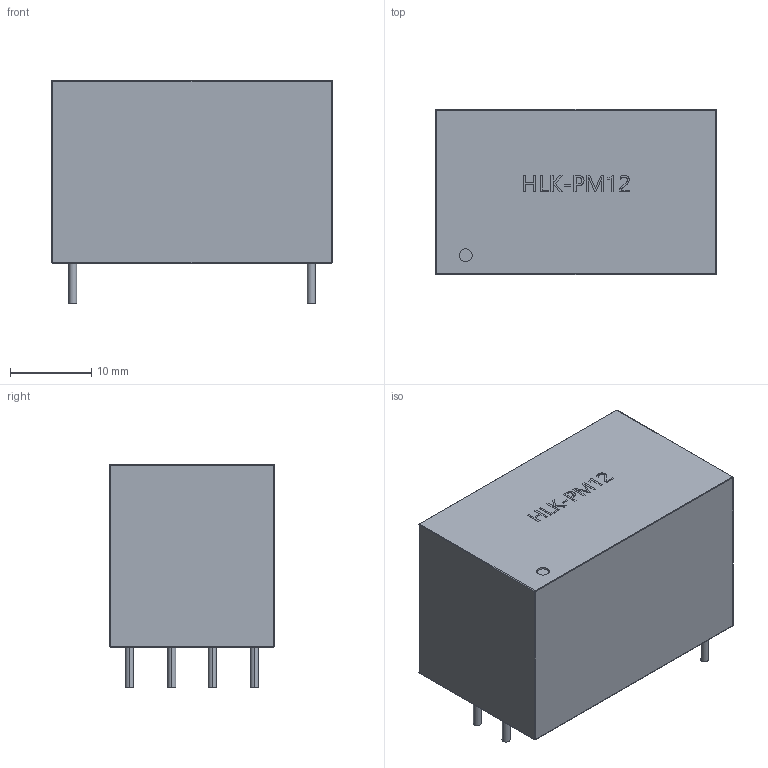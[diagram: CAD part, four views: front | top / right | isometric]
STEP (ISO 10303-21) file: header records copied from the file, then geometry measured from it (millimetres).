
FILE_DESCRIPTION (( 'STEP AP214' ), '1' );
FILE_NAME ('PWRM-TH_HLK-PM12.step', '2022-07-09T11:28:40', ( '' ), ( '' ), 'SwSTEP 2.0', 'SolidWorks 2020', '' );
FILE_SCHEMA (( 'AUTOMOTIVE_DESIGN' ));
Length unit declared in the file: millimetre
Products named in the file (1): PWRM-TH_HLK-PM12
Bounding box: 34.54 x 20.32 x 27.51 mm (x, y, z)
Volume: 15675.2 mm3; surface area: 3954 mm2
Topology: 1 solids, 1 shells, 465 faces, 1214 edges, 796 vertices
Faces by surface type: plane 277, bspline 134, cylinder 46, sphere 8
Entity records: 19685 total; most frequent: CARTESIAN_POINT 5706, ORIENTED_EDGE 2412, DIRECTION 1690, EDGE_CURVE 1206, LINE 842, VECTOR 842, VERTEX_POINT 796, EDGE_LOOP 518
